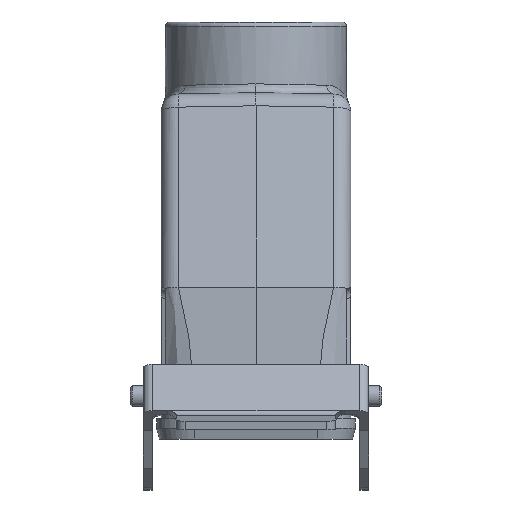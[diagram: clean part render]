
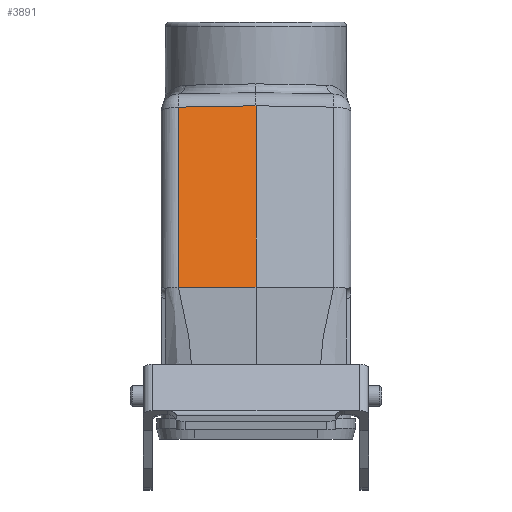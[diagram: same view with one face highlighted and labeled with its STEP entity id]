
A CAD part, left-side view. The second image highlights one B-rep face of the part: STEP entity #3891.
In plain terms, the highlighted planar face has unit normal (-0.966, 0.018, 0.259).
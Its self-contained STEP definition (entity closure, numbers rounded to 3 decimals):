
#3852=CARTESIAN_POINT('',(-45.0,0.0,22.85));
#3853=DIRECTION('',(-0.966,0.017,0.259));
#3854=DIRECTION('',(0.259,0.0,0.966));
#3855=AXIS2_PLACEMENT_3D('',#3852,#3853,#3854);
#3856=PLANE('',#3855);
#3857=CARTESIAN_POINT('',(-33.769,17.57,63.579));
#3858=VERTEX_POINT('',#3857);
#3859=CARTESIAN_POINT('',(-44.696,17.571,22.798));
#3860=VERTEX_POINT('',#3859);
#3861=CARTESIAN_POINT('',(-33.769,17.57,63.579));
#3862=DIRECTION('',(-0.259,0.0,-0.966));
#3863=VECTOR('',#3862,42.22);
#3864=LINE('',#3861,#3863);
#3865=EDGE_CURVE('',#3858,#3860,#3864,.T.);
#3866=ORIENTED_EDGE('',*,*,#3865,.T.);
#3867=CARTESIAN_POINT('',(-45.0,0.,22.85));
#3868=VERTEX_POINT('',#3867);
#3869=CARTESIAN_POINT('',(-44.696,17.571,22.798));
#3870=DIRECTION('',(-0.017,-1.,0.003));
#3871=VECTOR('',#3870,17.573);
#3872=LINE('',#3869,#3871);
#3873=EDGE_CURVE('',#3860,#3868,#3872,.T.);
#3874=ORIENTED_EDGE('',*,*,#3873,.T.);
#3875=CARTESIAN_POINT('',(-34.005,0.0,63.886));
#3876=VERTEX_POINT('',#3875);
#3877=CARTESIAN_POINT('',(-45.0,0.0,22.85));
#3878=DIRECTION('',(0.259,0.0,0.966));
#3879=VECTOR('',#3878,42.483);
#3880=LINE('',#3877,#3879);
#3881=EDGE_CURVE('',#3868,#3876,#3880,.T.);
#3882=ORIENTED_EDGE('',*,*,#3881,.T.);
#3883=CARTESIAN_POINT('',(-34.005,0.,63.886));
#3884=DIRECTION('',(0.013,1.,-0.017));
#3885=VECTOR('',#3884,17.574);
#3886=LINE('',#3883,#3885);
#3887=EDGE_CURVE('',#3876,#3858,#3886,.T.);
#3888=ORIENTED_EDGE('',*,*,#3887,.T.);
#3889=EDGE_LOOP('',(#3866,#3874,#3882,#3888));
#3890=FACE_OUTER_BOUND('',#3889,.T.);
#3891=ADVANCED_FACE('',(#3890),#3856,.T.);
